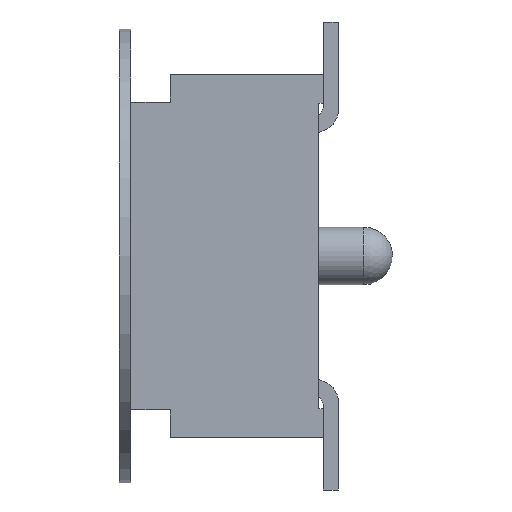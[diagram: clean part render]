
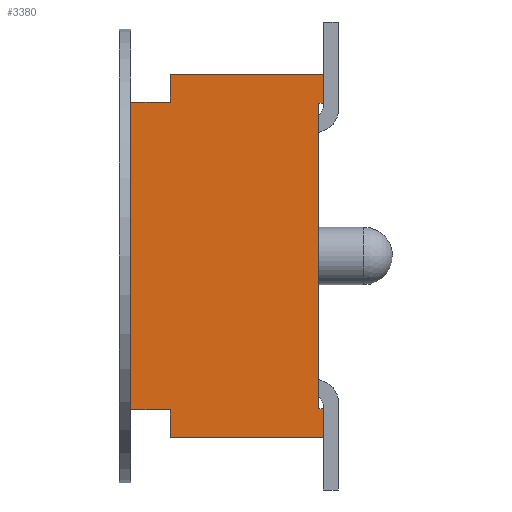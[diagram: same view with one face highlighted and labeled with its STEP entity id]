
A CAD part, left-side view. The second image highlights one B-rep face of the part: STEP entity #3380.
In plain terms, the highlighted planar face has unit normal (-1, 0, 0).
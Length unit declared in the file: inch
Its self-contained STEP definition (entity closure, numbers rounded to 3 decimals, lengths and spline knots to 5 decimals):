
#110=ORIENTED_EDGE('',*,*,#1082,.T.);
#111=ORIENTED_EDGE('',*,*,#1083,.T.);
#112=ORIENTED_EDGE('',*,*,#1084,.F.);
#113=ORIENTED_EDGE('',*,*,#1085,.T.);
#114=ORIENTED_EDGE('',*,*,#1086,.T.);
#115=ORIENTED_EDGE('',*,*,#1087,.T.);
#116=ORIENTED_EDGE('',*,*,#1088,.T.);
#117=ORIENTED_EDGE('',*,*,#1089,.T.);
#118=ORIENTED_EDGE('',*,*,#1090,.T.);
#119=ORIENTED_EDGE('',*,*,#1091,.T.);
#120=ORIENTED_EDGE('',*,*,#1092,.T.);
#121=ORIENTED_EDGE('',*,*,#1093,.F.);
#1082=EDGE_CURVE('',#1568,#1569,#1874,.T.);
#1083=EDGE_CURVE('',#1569,#1570,#1875,.T.);
#1084=EDGE_CURVE('',#1571,#1570,#1876,.T.);
#1085=EDGE_CURVE('',#1571,#1572,#1877,.T.);
#1086=EDGE_CURVE('',#1572,#1573,#1878,.T.);
#1087=EDGE_CURVE('',#1573,#1574,#1879,.T.);
#1088=EDGE_CURVE('',#1574,#1575,#1880,.T.);
#1089=EDGE_CURVE('',#1575,#1576,#1881,.T.);
#1090=EDGE_CURVE('',#1576,#1577,#1882,.T.);
#1091=EDGE_CURVE('',#1577,#1578,#1883,.T.);
#1092=EDGE_CURVE('',#1578,#1579,#1884,.T.);
#1093=EDGE_CURVE('',#1568,#1579,#1885,.T.);
#1568=VERTEX_POINT('',#4804);
#1569=VERTEX_POINT('',#4805);
#1570=VERTEX_POINT('',#4807);
#1571=VERTEX_POINT('',#4809);
#1572=VERTEX_POINT('',#4811);
#1573=VERTEX_POINT('',#4813);
#1574=VERTEX_POINT('',#4815);
#1575=VERTEX_POINT('',#4817);
#1576=VERTEX_POINT('',#4819);
#1577=VERTEX_POINT('',#4821);
#1578=VERTEX_POINT('',#4823);
#1579=VERTEX_POINT('',#4825);
#1874=LINE('',#4803,#2318);
#1875=LINE('',#4806,#2319);
#1876=LINE('',#4808,#2320);
#1877=LINE('',#4810,#2321);
#1878=LINE('',#4812,#2322);
#1879=LINE('',#4814,#2323);
#1880=LINE('',#4816,#2324);
#1881=LINE('',#4818,#2325);
#1882=LINE('',#4820,#2326);
#1883=LINE('',#4822,#2327);
#1884=LINE('',#4824,#2328);
#1885=LINE('',#4826,#2329);
#2318=VECTOR('',#3873,39.37008);
#2319=VECTOR('',#3874,39.37008);
#2320=VECTOR('',#3875,39.37008);
#2321=VECTOR('',#3876,39.37008);
#2322=VECTOR('',#3877,39.37008);
#2323=VECTOR('',#3878,39.37008);
#2324=VECTOR('',#3879,39.37008);
#2325=VECTOR('',#3880,39.37008);
#2326=VECTOR('',#3881,39.37008);
#2327=VECTOR('',#3882,39.37008);
#2328=VECTOR('',#3883,39.37008);
#2329=VECTOR('',#3884,39.37008);
#2762=EDGE_LOOP('',(#110,#111,#112,#113,#114,#115,#116,#117,#118,#119,#120,
#121));
#2984=FACE_BOUND('',#2762,.T.);
#3206=PLANE('',#3626);
#3380=ADVANCED_FACE('',(#2984),#3206,.F.);
#3626=AXIS2_PLACEMENT_3D('',#4802,#3871,#3872);
#3871=DIRECTION('',(1.,0.,0.));
#3872=DIRECTION('',(0.,0.,-1.));
#3873=DIRECTION('',(0.,0.,-1.));
#3874=DIRECTION('',(0.,1.,0.));
#3875=DIRECTION('',(0.,0.,1.));
#3876=DIRECTION('',(0.,-1.,0.));
#3877=DIRECTION('',(0.,0.,-1.));
#3878=DIRECTION('',(0.,-1.,0.));
#3879=DIRECTION('',(0.,0.,1.));
#3880=DIRECTION('',(0.,1.,0.));
#3881=DIRECTION('',(0.,0.,1.));
#3882=DIRECTION('',(0.,-1.,0.));
#3883=DIRECTION('',(0.,0.,1.));
#3884=DIRECTION('',(0.,-1.,0.));
#4802=CARTESIAN_POINT('',(0.,0.0835,-0.07875));
#4803=CARTESIAN_POINT('',(0.,0.0665,0.11675));
#4804=CARTESIAN_POINT('',(0.,0.0665,0.07875));
#4805=CARTESIAN_POINT('',(0.,0.0665,0.06675));
#4806=CARTESIAN_POINT('',(0.,0.0665,0.06675));
#4807=CARTESIAN_POINT('',(0.,0.0835,0.06675));
#4808=CARTESIAN_POINT('',(0.,0.0835,-0.07875));
#4809=CARTESIAN_POINT('',(0.,0.0835,-0.06675));
#4810=CARTESIAN_POINT('',(0.,0.0835,-0.06675));
#4811=CARTESIAN_POINT('',(0.,0.0665,-0.06675));
#4812=CARTESIAN_POINT('',(0.,0.0665,-0.06675));
#4813=CARTESIAN_POINT('',(0.,0.0665,-0.07875));
#4814=CARTESIAN_POINT('',(0.,0.0835,-0.07875));
#4815=CARTESIAN_POINT('',(0.,0.,-0.07875));
#4816=CARTESIAN_POINT('',(0.,0.,-0.07875));
#4817=CARTESIAN_POINT('',(0.,0.,-0.06635));
#4818=CARTESIAN_POINT('',(0.,0.,-0.06635));
#4819=CARTESIAN_POINT('',(0.,0.002,-0.06635));
#4820=CARTESIAN_POINT('',(0.,0.002,-0.06635));
#4821=CARTESIAN_POINT('',(0.,0.002,0.06635));
#4822=CARTESIAN_POINT('',(0.,0.002,0.06635));
#4823=CARTESIAN_POINT('',(0.,0.,0.06635));
#4824=CARTESIAN_POINT('',(0.,0.,-0.07875));
#4825=CARTESIAN_POINT('',(0.,0.,0.07875));
#4826=CARTESIAN_POINT('',(0.,0.0835,0.07875));
